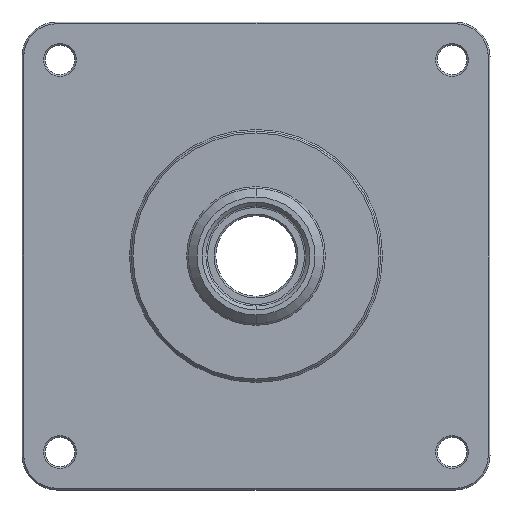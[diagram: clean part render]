
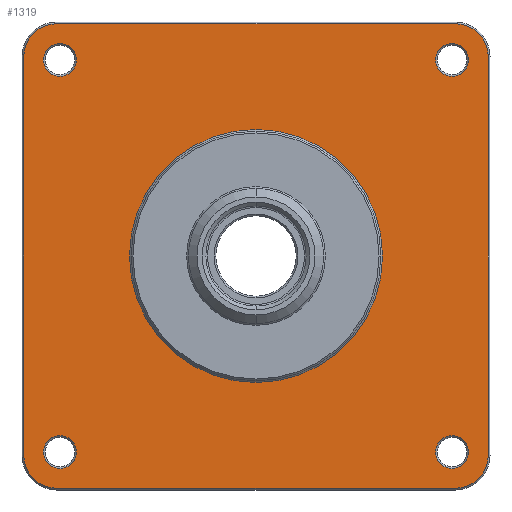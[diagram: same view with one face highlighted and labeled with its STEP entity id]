
A CAD part, left-side view. The second image highlights one B-rep face of the part: STEP entity #1319.
In plain terms, the highlighted planar face has unit normal (-1, 0, 0).
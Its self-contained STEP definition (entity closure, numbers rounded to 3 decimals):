
#160=CARTESIAN_POINT('',(17.899,135.,0.));
#161=DIRECTION('',(-1.,0.,0.));
#162=DIRECTION('',(0.,0.,-1.));
#163=AXIS2_PLACEMENT_3D('',#160,#161,#162);
#165=CARTESIAN_POINT('',(17.899,135.,0.));
#166=DIRECTION('',(-1.,0.,0.));
#167=DIRECTION('',(0.,0.,1.));
#168=AXIS2_PLACEMENT_3D('',#165,#166,#167);
#170=CARTESIAN_POINT('',(17.899,248.137,113.137));
#171=DIRECTION('',(1.,0.,0.));
#172=DIRECTION('',(0.,-1.,0.));
#173=AXIS2_PLACEMENT_3D('',#170,#171,#172);
#175=CARTESIAN_POINT('',(17.899,248.137,113.137));
#176=DIRECTION('',(1.,0.,0.));
#177=DIRECTION('',(0.,1.,0.));
#178=AXIS2_PLACEMENT_3D('',#175,#176,#177);
#180=CARTESIAN_POINT('',(17.899,21.863,113.137));
#181=DIRECTION('',(1.,0.,0.));
#182=DIRECTION('',(0.,1.,0.));
#183=AXIS2_PLACEMENT_3D('',#180,#181,#182);
#185=CARTESIAN_POINT('',(17.899,21.863,113.137));
#186=DIRECTION('',(1.,0.,0.));
#187=DIRECTION('',(0.,-1.,0.));
#188=AXIS2_PLACEMENT_3D('',#185,#186,#187);
#190=CARTESIAN_POINT('',(17.899,21.863,-113.137));
#191=DIRECTION('',(1.,0.,0.));
#192=DIRECTION('',(0.,-1.,0.));
#193=AXIS2_PLACEMENT_3D('',#190,#191,#192);
#195=CARTESIAN_POINT('',(17.899,21.863,-113.137));
#196=DIRECTION('',(1.,0.,0.));
#197=DIRECTION('',(0.,1.,0.));
#198=AXIS2_PLACEMENT_3D('',#195,#196,#197);
#200=CARTESIAN_POINT('',(17.899,248.137,-113.137));
#201=DIRECTION('',(1.,0.,0.));
#202=DIRECTION('',(0.,1.,0.));
#203=AXIS2_PLACEMENT_3D('',#200,#201,#202);
#205=CARTESIAN_POINT('',(17.899,248.137,-113.137));
#206=DIRECTION('',(1.,0.,0.));
#207=DIRECTION('',(0.,-1.,0.));
#208=AXIS2_PLACEMENT_3D('',#205,#206,#207);
#210=CARTESIAN_POINT('',(17.899,250.,-115.));
#211=DIRECTION('',(1.,0.,0.));
#212=DIRECTION('',(0.,0.,-1.));
#213=AXIS2_PLACEMENT_3D('',#210,#211,#212);
#215=DIRECTION('',(0.,0.,1.));
#216=VECTOR('',#215,230.);
#217=CARTESIAN_POINT('',(17.899,269.,-115.));
#218=LINE('',#217,#216);
#219=CARTESIAN_POINT('',(17.899,250.,115.));
#220=DIRECTION('',(1.,0.,0.));
#221=DIRECTION('',(0.,1.,0.));
#222=AXIS2_PLACEMENT_3D('',#219,#220,#221);
#224=DIRECTION('',(0.,-1.,0.));
#225=VECTOR('',#224,230.);
#226=CARTESIAN_POINT('',(17.899,250.,134.));
#227=LINE('',#226,#225);
#228=CARTESIAN_POINT('',(17.899,20.,115.));
#229=DIRECTION('',(1.,0.,0.));
#230=DIRECTION('',(0.,0.,1.));
#231=AXIS2_PLACEMENT_3D('',#228,#229,#230);
#233=DIRECTION('',(0.,0.,-1.));
#234=VECTOR('',#233,230.);
#235=CARTESIAN_POINT('',(17.899,1.,115.));
#236=LINE('',#235,#234);
#237=CARTESIAN_POINT('',(17.899,20.,-115.));
#238=DIRECTION('',(1.,0.,0.));
#239=DIRECTION('',(0.,-1.,0.));
#240=AXIS2_PLACEMENT_3D('',#237,#238,#239);
#242=DIRECTION('',(0.,1.,0.));
#243=VECTOR('',#242,230.);
#244=CARTESIAN_POINT('',(17.899,20.,-134.));
#245=LINE('',#244,#243);
#937=CARTESIAN_POINT('',(17.899,135.,-73.));
#938=CARTESIAN_POINT('',(17.899,135.,73.));
#939=VERTEX_POINT('',#937);
#940=VERTEX_POINT('',#938);
#945=CARTESIAN_POINT('',(17.899,238.637,113.137));
#946=CARTESIAN_POINT('',(17.899,257.637,113.137));
#947=VERTEX_POINT('',#945);
#948=VERTEX_POINT('',#946);
#953=CARTESIAN_POINT('',(17.899,31.363,113.137));
#954=CARTESIAN_POINT('',(17.899,12.363,113.137));
#955=VERTEX_POINT('',#953);
#956=VERTEX_POINT('',#954);
#961=CARTESIAN_POINT('',(17.899,12.363,-113.137));
#962=CARTESIAN_POINT('',(17.899,31.363,-113.137));
#963=VERTEX_POINT('',#961);
#964=VERTEX_POINT('',#962);
#969=CARTESIAN_POINT('',(17.899,257.637,-113.137));
#970=CARTESIAN_POINT('',(17.899,238.637,-113.137));
#971=VERTEX_POINT('',#969);
#972=VERTEX_POINT('',#970);
#1013=CARTESIAN_POINT('',(17.899,250.,-134.));
#1014=CARTESIAN_POINT('',(17.899,269.,-115.));
#1015=VERTEX_POINT('',#1013);
#1016=VERTEX_POINT('',#1014);
#1019=CARTESIAN_POINT('',(17.899,269.,115.));
#1020=VERTEX_POINT('',#1019);
#1023=CARTESIAN_POINT('',(17.899,250.,134.));
#1024=VERTEX_POINT('',#1023);
#1027=CARTESIAN_POINT('',(17.899,20.,134.));
#1028=VERTEX_POINT('',#1027);
#1031=CARTESIAN_POINT('',(17.899,1.,115.));
#1032=VERTEX_POINT('',#1031);
#1035=CARTESIAN_POINT('',(17.899,1.,-115.));
#1036=VERTEX_POINT('',#1035);
#1039=CARTESIAN_POINT('',(17.899,20.,-134.));
#1040=VERTEX_POINT('',#1039);
#1270=CARTESIAN_POINT('',(17.899,135.,0.));
#1271=DIRECTION('',(1.,0.,0.));
#1272=DIRECTION('',(0.,0.,1.));
#1273=AXIS2_PLACEMENT_3D('',#1270,#1271,#1272);
#1274=PLANE('',#1273);
#1276=ORIENTED_EDGE('',*,*,#1275,.T.);
#1278=ORIENTED_EDGE('',*,*,#1277,.T.);
#1280=ORIENTED_EDGE('',*,*,#1279,.T.);
#1282=ORIENTED_EDGE('',*,*,#1281,.T.);
#1283=ORIENTED_EDGE('',*,*,#1125,.T.);
#1284=ORIENTED_EDGE('',*,*,#1140,.T.);
#1285=ORIENTED_EDGE('',*,*,#1155,.T.);
#1287=ORIENTED_EDGE('',*,*,#1286,.T.);
#1288=EDGE_LOOP('',(#1276,#1278,#1280,#1282,#1283,#1284,#1285,#1287));
#1289=FACE_OUTER_BOUND('',#1288,.F.);
#1290=ORIENTED_EDGE('',*,*,#1260,.F.);
#1292=ORIENTED_EDGE('',*,*,#1291,.F.);
#1293=EDGE_LOOP('',(#1290,#1292));
#1294=FACE_BOUND('',#1293,.F.);
#1296=ORIENTED_EDGE('',*,*,#1295,.F.);
#1298=ORIENTED_EDGE('',*,*,#1297,.F.);
#1299=EDGE_LOOP('',(#1296,#1298));
#1300=FACE_BOUND('',#1299,.F.);
#1302=ORIENTED_EDGE('',*,*,#1301,.F.);
#1304=ORIENTED_EDGE('',*,*,#1303,.F.);
#1305=EDGE_LOOP('',(#1302,#1304));
#1306=FACE_BOUND('',#1305,.F.);
#1308=ORIENTED_EDGE('',*,*,#1307,.F.);
#1310=ORIENTED_EDGE('',*,*,#1309,.F.);
#1311=EDGE_LOOP('',(#1308,#1310));
#1312=FACE_BOUND('',#1311,.F.);
#1314=ORIENTED_EDGE('',*,*,#1313,.T.);
#1316=ORIENTED_EDGE('',*,*,#1315,.T.);
#1317=EDGE_LOOP('',(#1314,#1316));
#1318=FACE_BOUND('',#1317,.F.);
#1319=ADVANCED_FACE('',(#1289,#1294,#1300,#1306,#1312,#1318),#1274,.F.);
#164=CIRCLE('',#163,73.);
#169=CIRCLE('',#168,73.);
#174=CIRCLE('',#173,9.5);
#179=CIRCLE('',#178,9.5);
#184=CIRCLE('',#183,9.5);
#189=CIRCLE('',#188,9.5);
#194=CIRCLE('',#193,9.5);
#199=CIRCLE('',#198,9.5);
#204=CIRCLE('',#203,9.5);
#209=CIRCLE('',#208,9.5);
#214=CIRCLE('',#213,19.);
#223=CIRCLE('',#222,19.);
#232=CIRCLE('',#231,19.);
#241=CIRCLE('',#240,19.);
#1125=EDGE_CURVE('',#1028,#1032,#232,.T.);
#1140=EDGE_CURVE('',#1032,#1036,#236,.T.);
#1155=EDGE_CURVE('',#1036,#1040,#241,.T.);
#1260=EDGE_CURVE('',#947,#948,#174,.T.);
#1275=EDGE_CURVE('',#1015,#1016,#214,.T.);
#1277=EDGE_CURVE('',#1016,#1020,#218,.T.);
#1279=EDGE_CURVE('',#1020,#1024,#223,.T.);
#1281=EDGE_CURVE('',#1024,#1028,#227,.T.);
#1286=EDGE_CURVE('',#1040,#1015,#245,.T.);
#1291=EDGE_CURVE('',#948,#947,#179,.T.);
#1295=EDGE_CURVE('',#955,#956,#184,.T.);
#1297=EDGE_CURVE('',#956,#955,#189,.T.);
#1301=EDGE_CURVE('',#963,#964,#194,.T.);
#1303=EDGE_CURVE('',#964,#963,#199,.T.);
#1307=EDGE_CURVE('',#971,#972,#204,.T.);
#1309=EDGE_CURVE('',#972,#971,#209,.T.);
#1313=EDGE_CURVE('',#939,#940,#164,.T.);
#1315=EDGE_CURVE('',#940,#939,#169,.T.);
